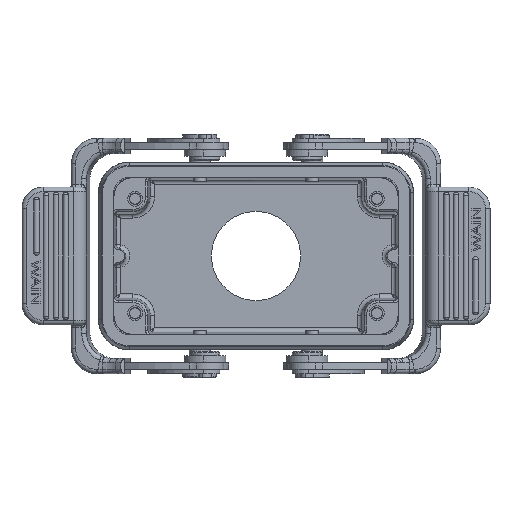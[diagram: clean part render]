
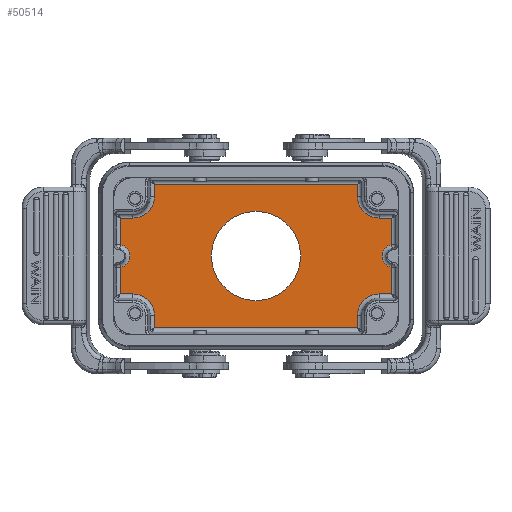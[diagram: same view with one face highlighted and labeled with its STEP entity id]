
A CAD part, front view. The second image highlights one B-rep face of the part: STEP entity #50514.
In plain terms, the highlighted planar face has unit normal (0, -1, 0).
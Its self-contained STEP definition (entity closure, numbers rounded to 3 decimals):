
#14036=DIRECTION('',(0.,0.,-1.));
#14037=VECTOR('',#14036,2.946);
#14038=CARTESIAN_POINT('',(-23.947,19.35,
-14.));
#14039=LINE('',#14038,#14037);
#14044=CARTESIAN_POINT('',(32.5,19.35,0.));
#14045=DIRECTION('',(0.,-1.,0.));
#14046=DIRECTION('',(-0.2,0.,0.98));
#14047=AXIS2_PLACEMENT_3D('',#14044,#14045,#14046);
#14049=CARTESIAN_POINT('',(29.,19.35,-14.));
#14050=DIRECTION('',(0.,-1.,0.));
#14051=DIRECTION('',(0.,0.,1.));
#14052=AXIS2_PLACEMENT_3D('',#14049,#14050,#14051);
#14054=CARTESIAN_POINT('',(-29.,19.35,-14.));
#14055=DIRECTION('',(0.,-1.,0.));
#14056=DIRECTION('',(1.,0.,0.));
#14057=AXIS2_PLACEMENT_3D('',#14054,#14055,#14056);
#14059=CARTESIAN_POINT('',(-32.5,19.35,0.));
#14060=DIRECTION('',(0.,-1.,0.));
#14061=DIRECTION('',(0.2,0.,-0.98));
#14062=AXIS2_PLACEMENT_3D('',#14059,#14060,#14061);
#14064=CARTESIAN_POINT('',(-29.,19.35,14.));
#14065=DIRECTION('',(0.,-1.,0.));
#14066=DIRECTION('',(0.,0.,-1.));
#14067=AXIS2_PLACEMENT_3D('',#14064,#14065,#14066);
#14069=CARTESIAN_POINT('',(29.,19.35,14.));
#14070=DIRECTION('',(0.,-1.,0.));
#14071=DIRECTION('',(-1.,0.,0.));
#14072=AXIS2_PLACEMENT_3D('',#14069,#14070,#14071);
#14074=CARTESIAN_POINT('',(0.,19.35,0.));
#14075=DIRECTION('',(0.,-1.,0.));
#14076=DIRECTION('',(-1.,0.,0.));
#14077=AXIS2_PLACEMENT_3D('',#14074,#14075,#14076);
#14079=CARTESIAN_POINT('',(0.,19.35,0.));
#14080=DIRECTION('',(0.,-1.,0.));
#14081=DIRECTION('',(1.,0.,0.));
#14082=AXIS2_PLACEMENT_3D('',#14079,#14080,#14081);
#14093=DIRECTION('',(0.,0.,1.));
#14094=VECTOR('',#14093,6.23);
#14095=CARTESIAN_POINT('',(31.947,19.35,2.717));
#14096=LINE('',#14095,#14094);
#14390=DIRECTION('',(0.,0.,
-1.));
#14391=VECTOR('',#14390,6.23);
#14392=CARTESIAN_POINT('',(-31.946,19.35,
8.946));
#14393=LINE('',#14392,#14391);
#14432=DIRECTION('',(0.,0.,-1.));
#14433=VECTOR('',#14432,6.23);
#14434=CARTESIAN_POINT('',(-31.947,19.35,
-2.717));
#14435=LINE('',#14434,#14433);
#14463=DIRECTION('',(1.,0.,0.));
#14464=VECTOR('',#14463,2.946);
#14465=CARTESIAN_POINT('',(-31.946,19.35,
-8.946));
#14466=LINE('',#14465,#14464);
#14573=DIRECTION('',(-1.,0.,0.));
#14574=VECTOR('',#14573,2.946);
#14575=CARTESIAN_POINT('',(-29.,19.35,
8.947));
#14576=LINE('',#14575,#14574);
#14600=DIRECTION('',(0.,0.,-1.));
#14601=VECTOR('',#14600,2.946);
#14602=CARTESIAN_POINT('',(-23.946,19.35,
16.946));
#14603=LINE('',#14602,#14601);
#14627=DIRECTION('',(-1.,0.,0.));
#14628=VECTOR('',#14627,47.893);
#14629=CARTESIAN_POINT('',(23.946,19.35,16.946));
#14630=LINE('',#14629,#14628);
#14658=DIRECTION('',(0.,0.,1.));
#14659=VECTOR('',#14658,2.946);
#14660=CARTESIAN_POINT('',(23.947,19.35,14.));
#14661=LINE('',#14660,#14659);
#14685=DIRECTION('',(-1.,0.,0.));
#14686=VECTOR('',#14685,2.946);
#14687=CARTESIAN_POINT('',(31.946,19.35,8.946));
#14688=LINE('',#14687,#14686);
#15136=DIRECTION('',(1.,0.,0.));
#15137=VECTOR('',#15136,2.946);
#15138=CARTESIAN_POINT('',(29.,19.35,
-8.947));
#15139=LINE('',#15138,#15137);
#15163=DIRECTION('',(0.,0.,1.));
#15164=VECTOR('',#15163,2.946);
#15165=CARTESIAN_POINT('',(23.946,19.35,
-16.946));
#15166=LINE('',#15165,#15164);
#15190=DIRECTION('',(1.,0.,0.));
#15191=VECTOR('',#15190,47.893);
#15192=CARTESIAN_POINT('',(-23.946,19.35,
-16.946));
#15193=LINE('',#15192,#15191);
#15198=DIRECTION('',(0.,0.,1.));
#15199=VECTOR('',#15198,6.23);
#15200=CARTESIAN_POINT('',(31.946,19.35,
-8.946));
#15201=LINE('',#15200,#15199);
#21548=CARTESIAN_POINT('',(31.947,19.35,2.717));
#21549=CARTESIAN_POINT('',(31.946,19.35,8.946));
#21550=VERTEX_POINT('',#21548);
#21551=VERTEX_POINT('',#21549);
#21552=CARTESIAN_POINT('',(31.946,19.35,-2.717));
#21553=VERTEX_POINT('',#21552);
#21554=CARTESIAN_POINT('',(31.946,19.35,
-8.946));
#21555=VERTEX_POINT('',#21554);
#21556=CARTESIAN_POINT('',(29.,19.35,
-8.947));
#21557=VERTEX_POINT('',#21556);
#21558=CARTESIAN_POINT('',(23.947,19.35,-14.));
#21559=VERTEX_POINT('',#21558);
#21560=CARTESIAN_POINT('',(23.946,19.35,
-16.946));
#21561=VERTEX_POINT('',#21560);
#21562=CARTESIAN_POINT('',(-23.946,19.35,
-16.946));
#21563=VERTEX_POINT('',#21562);
#21564=CARTESIAN_POINT('',(-23.947,19.35,
-14.));
#21565=VERTEX_POINT('',#21564);
#21566=CARTESIAN_POINT('',(-29.,19.35,-8.947));
#21567=VERTEX_POINT('',#21566);
#21568=CARTESIAN_POINT('',(-31.946,19.35,
-8.946));
#21569=VERTEX_POINT('',#21568);
#21570=CARTESIAN_POINT('',(-31.947,19.35,
-2.717));
#21571=VERTEX_POINT('',#21570);
#21572=CARTESIAN_POINT('',(-31.946,19.35,2.717));
#21573=VERTEX_POINT('',#21572);
#21574=CARTESIAN_POINT('',(-31.946,19.35,
8.946));
#21575=VERTEX_POINT('',#21574);
#21576=CARTESIAN_POINT('',(-29.,19.35,
8.947));
#21577=VERTEX_POINT('',#21576);
#21578=CARTESIAN_POINT('',(-23.947,19.35,14.));
#21579=VERTEX_POINT('',#21578);
#21580=CARTESIAN_POINT('',(-23.946,19.35,
16.946));
#21581=VERTEX_POINT('',#21580);
#21582=CARTESIAN_POINT('',(23.946,19.35,16.946));
#21583=VERTEX_POINT('',#21582);
#21584=CARTESIAN_POINT('',(23.947,19.35,14.));
#21585=VERTEX_POINT('',#21584);
#21586=CARTESIAN_POINT('',(29.,19.35,8.947));
#21587=VERTEX_POINT('',#21586);
#26488=CARTESIAN_POINT('',(10.5,19.35,0.));
#26489=VERTEX_POINT('',#26488);
#26490=CARTESIAN_POINT('',(-10.5,19.35,0.));
#26491=VERTEX_POINT('',#26490);
#50462=CARTESIAN_POINT('',(0.,19.35,-21.5));
#50463=DIRECTION('',(0.,-1.,0.));
#50464=DIRECTION('',(0.,0.,-1.));
#50465=AXIS2_PLACEMENT_3D('',#50462,#50463,#50464);
#50466=PLANE('',#50465);
#50468=ORIENTED_EDGE('',*,*,#50467,.F.);
#50470=ORIENTED_EDGE('',*,*,#50469,.T.);
#50472=ORIENTED_EDGE('',*,*,#50471,.F.);
#50474=ORIENTED_EDGE('',*,*,#50473,.F.);
#50476=ORIENTED_EDGE('',*,*,#50475,.T.);
#50478=ORIENTED_EDGE('',*,*,#50477,.F.);
#50480=ORIENTED_EDGE('',*,*,#50479,.F.);
#50481=ORIENTED_EDGE('',*,*,#50453,.F.);
#50483=ORIENTED_EDGE('',*,*,#50482,.T.);
#50485=ORIENTED_EDGE('',*,*,#50484,.F.);
#50487=ORIENTED_EDGE('',*,*,#50486,.F.);
#50489=ORIENTED_EDGE('',*,*,#50488,.T.);
#50491=ORIENTED_EDGE('',*,*,#50490,.F.);
#50493=ORIENTED_EDGE('',*,*,#50492,.F.);
#50495=ORIENTED_EDGE('',*,*,#50494,.T.);
#50497=ORIENTED_EDGE('',*,*,#50496,.F.);
#50499=ORIENTED_EDGE('',*,*,#50498,.F.);
#50501=ORIENTED_EDGE('',*,*,#50500,.F.);
#50503=ORIENTED_EDGE('',*,*,#50502,.T.);
#50505=ORIENTED_EDGE('',*,*,#50504,.F.);
#50506=EDGE_LOOP('',(#50468,#50470,#50472,#50474,#50476,#50478,#50480,#50481,
#50483,#50485,#50487,#50489,#50491,#50493,#50495,#50497,#50499,#50501,#50503,
#50505));
#50507=FACE_OUTER_BOUND('',#50506,.F.);
#50509=ORIENTED_EDGE('',*,*,#50508,.T.);
#50511=ORIENTED_EDGE('',*,*,#50510,.T.);
#50512=EDGE_LOOP('',(#50509,#50511));
#50513=FACE_BOUND('',#50512,.F.);
#50514=ADVANCED_FACE('',(#50507,#50513),#50466,.T.);
#14048=CIRCLE('',#14047,2.772);
#14053=CIRCLE('',#14052,5.053);
#14058=CIRCLE('',#14057,5.053);
#14063=CIRCLE('',#14062,2.772);
#14068=CIRCLE('',#14067,5.053);
#14073=CIRCLE('',#14072,5.053);
#14078=CIRCLE('',#14077,10.5);
#14083=CIRCLE('',#14082,10.5);
#50453=EDGE_CURVE('',#21565,#21563,#14039,.T.);
#50467=EDGE_CURVE('',#21550,#21551,#14096,.T.);
#50469=EDGE_CURVE('',#21550,#21553,#14048,.T.);
#50471=EDGE_CURVE('',#21555,#21553,#15201,.T.);
#50473=EDGE_CURVE('',#21557,#21555,#15139,.T.);
#50475=EDGE_CURVE('',#21557,#21559,#14053,.T.);
#50477=EDGE_CURVE('',#21561,#21559,#15166,.T.);
#50479=EDGE_CURVE('',#21563,#21561,#15193,.T.);
#50482=EDGE_CURVE('',#21565,#21567,#14058,.T.);
#50484=EDGE_CURVE('',#21569,#21567,#14466,.T.);
#50486=EDGE_CURVE('',#21571,#21569,#14435,.T.);
#50488=EDGE_CURVE('',#21571,#21573,#14063,.T.);
#50490=EDGE_CURVE('',#21575,#21573,#14393,.T.);
#50492=EDGE_CURVE('',#21577,#21575,#14576,.T.);
#50494=EDGE_CURVE('',#21577,#21579,#14068,.T.);
#50496=EDGE_CURVE('',#21581,#21579,#14603,.T.);
#50498=EDGE_CURVE('',#21583,#21581,#14630,.T.);
#50500=EDGE_CURVE('',#21585,#21583,#14661,.T.);
#50502=EDGE_CURVE('',#21585,#21587,#14073,.T.);
#50504=EDGE_CURVE('',#21551,#21587,#14688,.T.);
#50508=EDGE_CURVE('',#26491,#26489,#14078,.T.);
#50510=EDGE_CURVE('',#26489,#26491,#14083,.T.);
